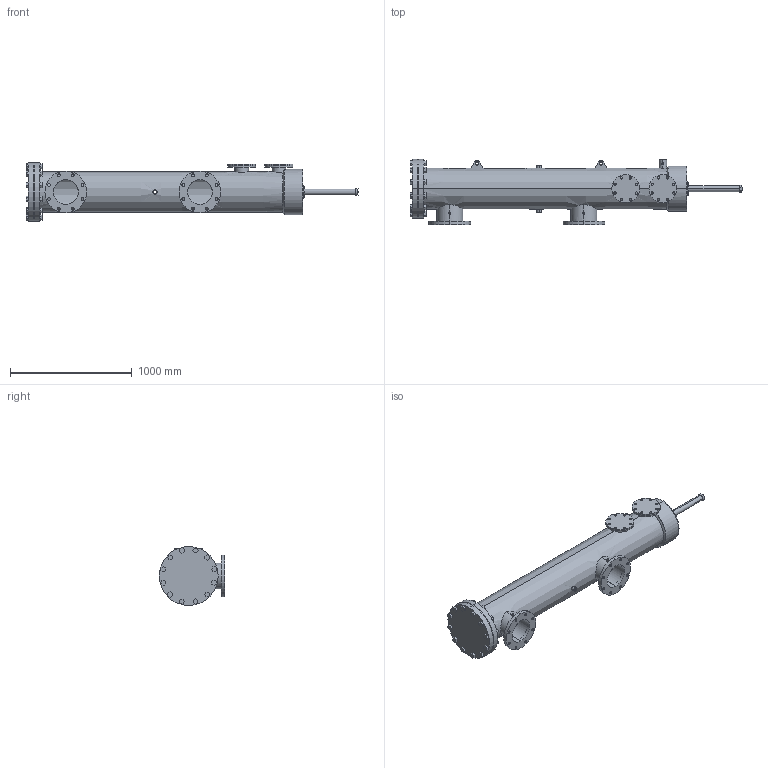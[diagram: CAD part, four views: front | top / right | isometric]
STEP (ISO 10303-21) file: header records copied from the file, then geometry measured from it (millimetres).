
FILE_DESCRIPTION (( 'STEP AP203' ), '1' );
FILE_NAME ('D8-FRP-180.STEP', '2020-09-17T14:05:51', ( '' ), ( '' ), 'SwSTEP 2.0', 'SolidWorks 2018', '' );
FILE_SCHEMA (( 'CONFIG_CONTROL_DESIGN' ));
Length unit declared in the file: inch
Products named in the file (1): D8-FRP-180
Bounding box: 2723.13 x 536.7 x 482.6 mm (x, y, z)
Volume: 31627084 mm3; surface area: 7042887 mm2
Topology: 19 solids, 19 shells, 661 faces, 1688 edges, 1119 vertices
Faces by surface type: cylinder 342, plane 297, cone 22
Entity records: 25557 total; most frequent: CARTESIAN_POINT 8729, DIRECTION 3462, ORIENTED_EDGE 3372, EDGE_CURVE 1686, AXIS2_PLACEMENT_3D 1266, VERTEX_POINT 1119, EDGE_LOOP 935, LINE 930
